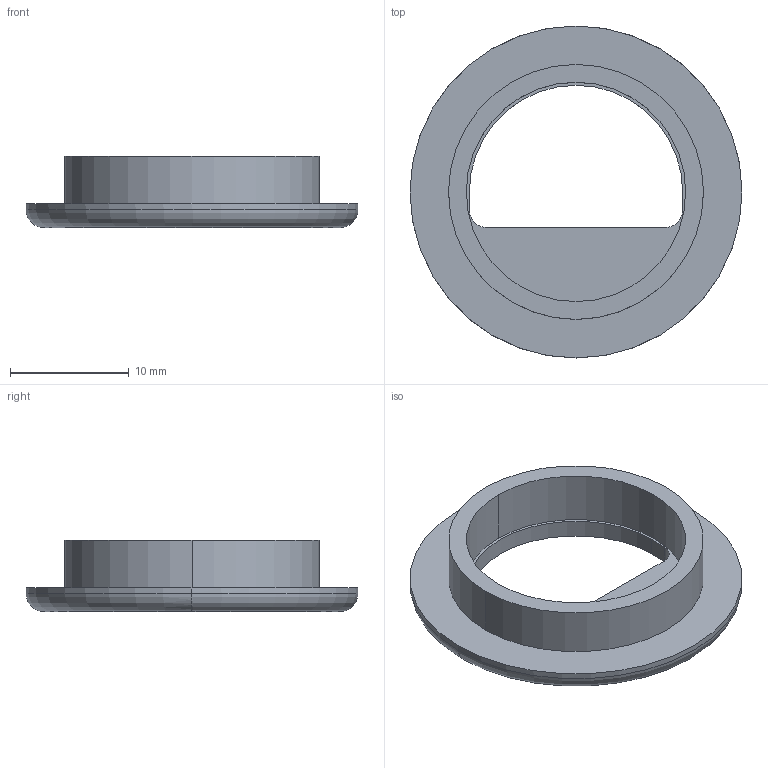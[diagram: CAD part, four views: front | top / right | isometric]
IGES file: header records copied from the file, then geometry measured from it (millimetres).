
Start section:  PTC IGES file: overflow-br16-without-logo.igs
Global section: file name: overflow-br16-without-logo.igs; native system: Pro/ENGINEER by Parametric Technology Corporation; preprocessor: 2008380; author: jessie; organization: Unknown; date: 20201118.114951; units: millimetre
Bounding box: 28 x 28 x 6 mm (x, y, z)
Volume: 1162.2 mm3; surface area: 1597.5 mm2
Topology: 1 solids, 1 shells, 18 faces, 44 edges, 30 vertices
Faces by surface type: revolution 11, bspline 7
